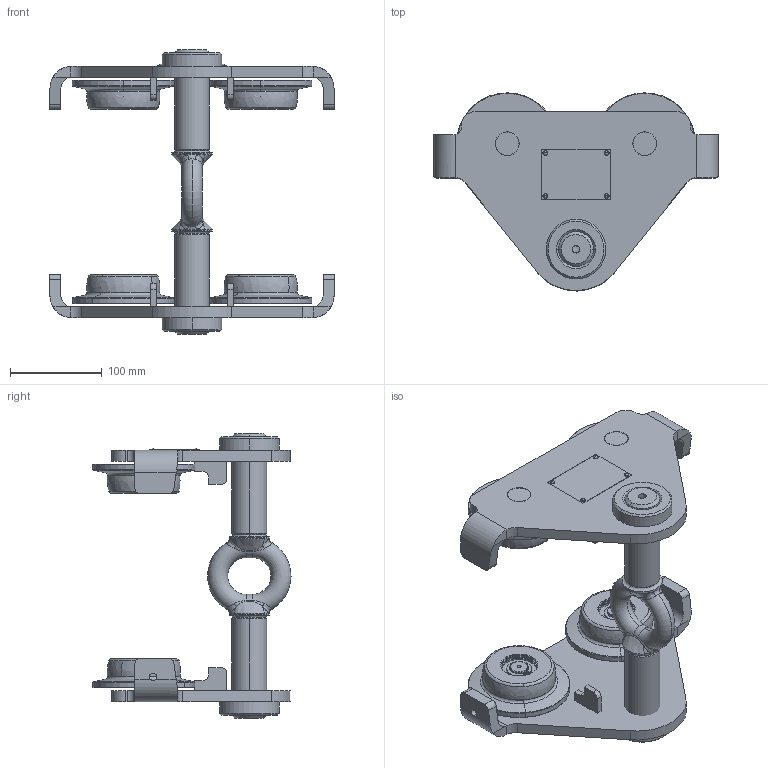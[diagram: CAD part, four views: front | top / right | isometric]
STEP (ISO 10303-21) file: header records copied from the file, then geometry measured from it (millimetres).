
FILE_DESCRIPTION (( 'STEP AP203' ), '1' );
FILE_NAME ('HTP 2t.STEP', '2011-03-31T06:33:35', ( 'Yale Industrial Products GmbH' ), ( 'Yale Industrial Products GmbH' ), 'SwSTEP 2.0', 'SolidWorks 2010', '' );
FILE_SCHEMA (( 'CONFIG_CONTROL_DESIGN' ));
Length unit declared in the file: millimetre
Products named in the file (1): HTP 2t
Bounding box: 310 x 216 x 310 mm (x, y, z)
Surface area: 359679.3 mm2 (no closed solid volume)
Topology: 0 solids, 39 shells, 418 faces, 1118 edges, 735 vertices
Faces by surface type: cylinder 152, plane 108, cone 72, bspline 36, torus 34, sphere 16
Entity records: 15793 total; most frequent: CARTESIAN_POINT 5268, DIRECTION 2362, ORIENTED_EDGE 1996, EDGE_CURVE 1098, AXIS2_PLACEMENT_3D 973, VERTEX_POINT 723, CIRCLE 590, EDGE_LOOP 474
